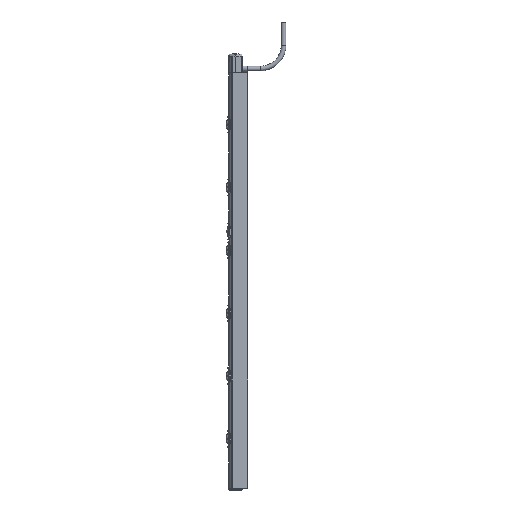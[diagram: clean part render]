
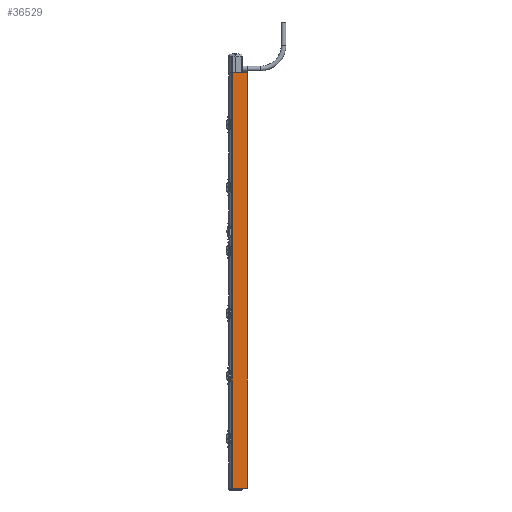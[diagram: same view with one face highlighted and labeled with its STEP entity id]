
A CAD part, left-side view. The second image highlights one B-rep face of the part: STEP entity #36529.
In plain terms, the highlighted planar face has unit normal (-1, 0, 0).
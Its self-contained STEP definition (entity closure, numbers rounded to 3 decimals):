
#1=DIRECTION('',(0.,0.,-1.));
#2=VECTOR('',#1,357.45);
#3=CARTESIAN_POINT('',(-6.,-8.,176.5));
#4=LINE('',#3,#2);
#5=DIRECTION('',(0.,0.,-1.));
#6=VECTOR('',#5,357.45);
#7=CARTESIAN_POINT('',(-6.,4.973,176.5));
#8=LINE('',#7,#6);
#51=DIRECTION('',(0.,-1.,0.));
#52=VECTOR('',#51,12.973);
#53=CARTESIAN_POINT('',(-6.,4.973,-180.95));
#54=LINE('',#53,#52);
#274=DIRECTION('',(0.,-1.,0.));
#275=VECTOR('',#274,12.973);
#276=CARTESIAN_POINT('',(-6.,4.973,176.5));
#277=LINE('',#276,#275);
#33422=CARTESIAN_POINT('',(-6.,4.973,176.5));
#33423=CARTESIAN_POINT('',(-6.,4.973,-180.95));
#33424=VERTEX_POINT('',#33422);
#33425=VERTEX_POINT('',#33423);
#33583=CARTESIAN_POINT('',(-6.,-8.,-180.95));
#33585=VERTEX_POINT('',#33583);
#33586=CARTESIAN_POINT('',(-6.,-8.,176.5));
#33587=VERTEX_POINT('',#33586);
#36514=CARTESIAN_POINT('',(-6.,5.317,-180.95));
#36515=DIRECTION('',(-1.,0.,0.));
#36516=DIRECTION('',(0.,-1.,0.));
#36517=AXIS2_PLACEMENT_3D('',#36514,#36515,#36516);
#36518=PLANE('',#36517);
#36520=ORIENTED_EDGE('',*,*,#36519,.T.);
#36522=ORIENTED_EDGE('',*,*,#36521,.F.);
#36524=ORIENTED_EDGE('',*,*,#36523,.F.);
#36526=ORIENTED_EDGE('',*,*,#36525,.T.);
#36527=EDGE_LOOP('',(#36520,#36522,#36524,#36526));
#36528=FACE_OUTER_BOUND('',#36527,.F.);
#36529=ADVANCED_FACE('',(#36528),#36518,.T.);
#36519=EDGE_CURVE('',#33587,#33585,#4,.T.);
#36521=EDGE_CURVE('',#33425,#33585,#54,.T.);
#36523=EDGE_CURVE('',#33424,#33425,#8,.T.);
#36525=EDGE_CURVE('',#33424,#33587,#277,.T.);
